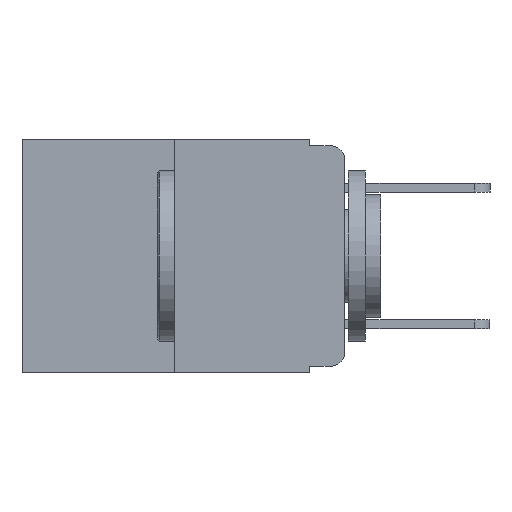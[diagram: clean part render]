
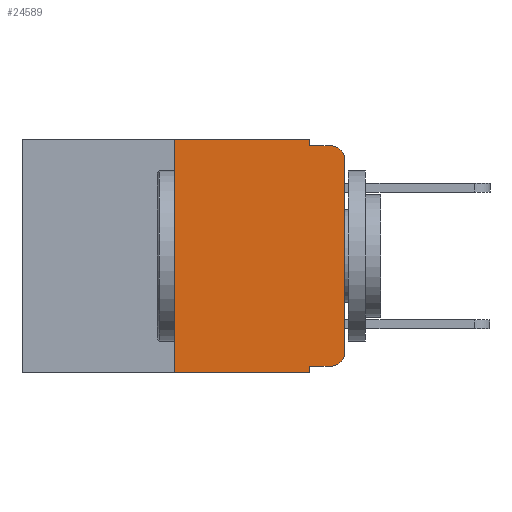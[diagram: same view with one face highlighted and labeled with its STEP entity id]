
A CAD part, left-side view. The second image highlights one B-rep face of the part: STEP entity #24589.
In plain terms, the highlighted planar face has unit normal (-1, 0, 0).
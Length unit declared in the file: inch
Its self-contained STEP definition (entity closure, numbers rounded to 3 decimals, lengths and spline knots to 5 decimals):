
#451 = VECTOR ( 'NONE', #9025, 39.37008 ) ;
#509 = VECTOR ( 'NONE', #2336, 39.37008 ) ;
#700 = VECTOR ( 'NONE', #14886, 39.37008 ) ;
#718 = VERTEX_POINT ( 'NONE', #24317 ) ;
#1339 = LINE ( 'NONE', #18603, #7421 ) ;
#1934 = VERTEX_POINT ( 'NONE', #13232 ) ;
#2336 = DIRECTION ( 'NONE',  ( 0., -1., 0. ) ) ;
#2824 = CARTESIAN_POINT ( 'NONE',  ( 0., 0.25, 0. ) ) ;
#3373 = VERTEX_POINT ( 'NONE', #24294 ) ;
#3851 = AXIS2_PLACEMENT_3D ( 'NONE', #6968, #20218, #8946 ) ;
#4074 = PLANE ( 'NONE',  #17762 ) ;
#4299 = VECTOR ( 'NONE', #24437, 39.37008 ) ;
#4343 = CIRCLE ( 'NONE', #23770, 0.02 ) ;
#4374 = ORIENTED_EDGE ( 'NONE', *, *, #24125, .T. ) ;
#4619 = EDGE_CURVE ( 'NONE', #23449, #1934, #17872, .T. ) ;
#5013 = ORIENTED_EDGE ( 'NONE', *, *, #22811, .T. ) ;
#5715 = CARTESIAN_POINT ( 'NONE',  ( 0., 0.051, -0.01 ) ) ;
#5891 = LINE ( 'NONE', #20293, #451 ) ;
#5973 = ORIENTED_EDGE ( 'NONE', *, *, #20794, .T. ) ;
#6336 = CARTESIAN_POINT ( 'NONE',  ( 0., 0.473, 0. ) ) ;
#6968 = CARTESIAN_POINT ( 'NONE',  ( 0., 0.02, -0.03 ) ) ;
#7150 = VERTEX_POINT ( 'NONE', #10886 ) ;
#7275 = DIRECTION ( 'NONE',  ( 0., -1., 0. ) ) ;
#7362 = VERTEX_POINT ( 'NONE', #11436 ) ;
#7421 = VECTOR ( 'NONE', #7275, 39.37008 ) ;
#7744 = DIRECTION ( 'NONE',  ( 0., 0., 1. ) ) ;
#8170 = DIRECTION ( 'NONE',  ( 1., 0., 0. ) ) ;
#8323 = CARTESIAN_POINT ( 'NONE',  ( 0., 0., -0.03 ) ) ;
#8580 = VECTOR ( 'NONE', #7744, 39.37008 ) ;
#8946 = DIRECTION ( 'NONE',  ( 0., 0., -1. ) ) ;
#9025 = DIRECTION ( 'NONE',  ( 0., 0., 1. ) ) ;
#9517 = VERTEX_POINT ( 'NONE', #12482 ) ;
#9626 = LINE ( 'NONE', #20679, #4299 ) ;
#9982 = ORIENTED_EDGE ( 'NONE', *, *, #4619, .F. ) ;
#9983 = FACE_OUTER_BOUND ( 'NONE', #10303, .T. ) ;
#10295 = EDGE_CURVE ( 'NONE', #7362, #7150, #9626, .T. ) ;
#10299 = CARTESIAN_POINT ( 'NONE',  ( 0., 0.02, -0.313 ) ) ;
#10303 = EDGE_LOOP ( 'NONE', ( #14060, #5013, #15209, #16380, #9982, #19972, #5973, #22901, #23499, #4374 ) ) ;
#10886 = CARTESIAN_POINT ( 'NONE',  ( 0., 0.02, -0.333 ) ) ;
#10998 = VECTOR ( 'NONE', #11147, 39.37008 ) ;
#11147 = DIRECTION ( 'NONE',  ( 0., 0., -1. ) ) ;
#11307 = CARTESIAN_POINT ( 'NONE',  ( 0., 0.051, 0. ) ) ;
#11436 = CARTESIAN_POINT ( 'NONE',  ( 0., 0.051, -0.333 ) ) ;
#12161 = DIRECTION ( 'NONE',  ( 0., 0., -1. ) ) ;
#12315 = VERTEX_POINT ( 'NONE', #20098 ) ;
#12482 = CARTESIAN_POINT ( 'NONE',  ( 0., 0.02, -0.01 ) ) ;
#12680 = CARTESIAN_POINT ( 'NONE',  ( 0., 0.051, -0.01 ) ) ;
#13232 = CARTESIAN_POINT ( 'NONE',  ( 0., 0.051, 0. ) ) ;
#13553 = EDGE_CURVE ( 'NONE', #718, #20500, #5891, .T. ) ;
#14060 = ORIENTED_EDGE ( 'NONE', *, *, #13553, .T. ) ;
#14549 = DIRECTION ( 'NONE',  ( 0., -1., 0. ) ) ;
#14711 = CIRCLE ( 'NONE', #3851, 0.02 ) ;
#14764 = LINE ( 'NONE', #12680, #24190 ) ;
#14886 = DIRECTION ( 'NONE',  ( 0., 0., -1. ) ) ;
#15209 = ORIENTED_EDGE ( 'NONE', *, *, #15728, .F. ) ;
#15271 = EDGE_CURVE ( 'NONE', #7362, #3373, #20399, .T. ) ;
#15728 = EDGE_CURVE ( 'NONE', #18916, #9517, #14764, .T. ) ;
#16251 = LINE ( 'NONE', #16667, #700 ) ;
#16380 = ORIENTED_EDGE ( 'NONE', *, *, #20813, .F. ) ;
#16667 = CARTESIAN_POINT ( 'NONE',  ( 0., 0.051, 0. ) ) ;
#17108 = CARTESIAN_POINT ( 'NONE',  ( 0., 0.25, 0. ) ) ;
#17762 = AXIS2_PLACEMENT_3D ( 'NONE', #19454, #8170, #21339 ) ;
#17872 = LINE ( 'NONE', #6336, #509 ) ;
#18603 = CARTESIAN_POINT ( 'NONE',  ( 0., 0.473, -0.343 ) ) ;
#18916 = VERTEX_POINT ( 'NONE', #5715 ) ;
#19454 = CARTESIAN_POINT ( 'NONE',  ( 0., 0.473, 0. ) ) ;
#19972 = ORIENTED_EDGE ( 'NONE', *, *, #22061, .F. ) ;
#20098 = CARTESIAN_POINT ( 'NONE',  ( 0., 0.25, -0.343 ) ) ;
#20218 = DIRECTION ( 'NONE',  ( -1., 0., 0. ) ) ;
#20293 = CARTESIAN_POINT ( 'NONE',  ( 0., 0., 0. ) ) ;
#20399 = LINE ( 'NONE', #11307, #10998 ) ;
#20500 = VERTEX_POINT ( 'NONE', #8323 ) ;
#20679 = CARTESIAN_POINT ( 'NONE',  ( 0., 0.051, -0.333 ) ) ;
#20794 = EDGE_CURVE ( 'NONE', #12315, #3373, #1339, .T. ) ;
#20813 = EDGE_CURVE ( 'NONE', #1934, #18916, #16251, .T. ) ;
#21339 = DIRECTION ( 'NONE',  ( 0., 0., -1. ) ) ;
#21810 = LINE ( 'NONE', #17108, #8580 ) ;
#22061 = EDGE_CURVE ( 'NONE', #12315, #23449, #21810, .T. ) ;
#22811 = EDGE_CURVE ( 'NONE', #20500, #9517, #14711, .T. ) ;
#22901 = ORIENTED_EDGE ( 'NONE', *, *, #15271, .F. ) ;
#23404 = DIRECTION ( 'NONE',  ( -1., 0., 0. ) ) ;
#23449 = VERTEX_POINT ( 'NONE', #2824 ) ;
#23499 = ORIENTED_EDGE ( 'NONE', *, *, #10295, .T. ) ;
#23770 = AXIS2_PLACEMENT_3D ( 'NONE', #10299, #23404, #12161 ) ;
#24125 = EDGE_CURVE ( 'NONE', #7150, #718, #4343, .T. ) ;
#24190 = VECTOR ( 'NONE', #14549, 39.37008 ) ;
#24294 = CARTESIAN_POINT ( 'NONE',  ( 0., 0.051, -0.343 ) ) ;
#24317 = CARTESIAN_POINT ( 'NONE',  ( 0., 0., -0.313 ) ) ;
#24437 = DIRECTION ( 'NONE',  ( 0., -1., 0. ) ) ;
#24589 = ADVANCED_FACE ( 'NONE', ( #9983 ), #4074, .F. ) ;
